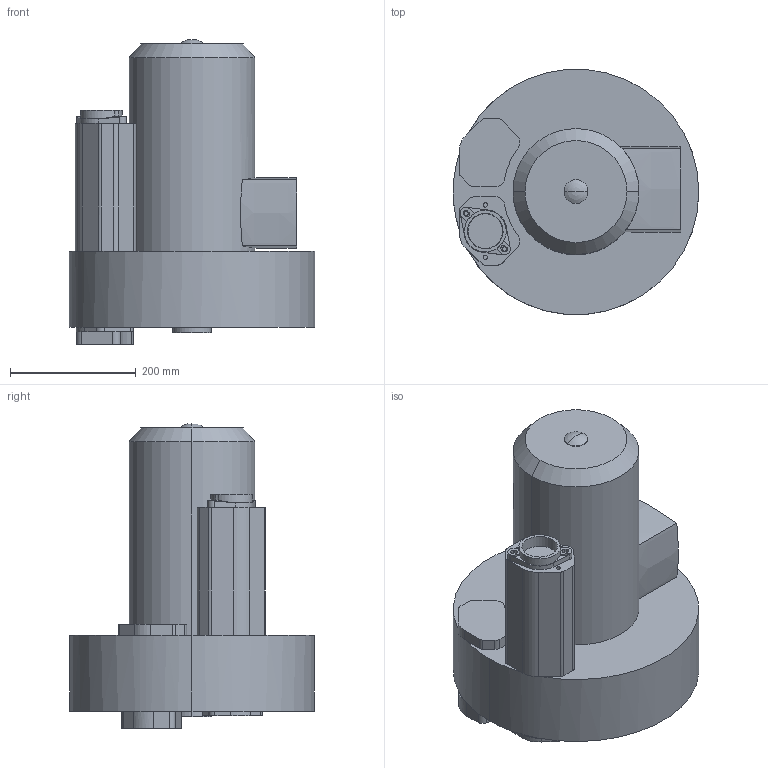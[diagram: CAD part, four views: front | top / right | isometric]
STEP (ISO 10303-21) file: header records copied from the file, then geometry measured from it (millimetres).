
FILE_DESCRIPTION((''),'2;1');
FILE_NAME('2RB710-1BQ26','2026-01-20T',('Administrator'),(''),'PRO/ENGINEER BY PARAMETRIC TECHNOLOGY CORPORATION, 2007090','PRO/ENGINEER BY PARAMETRIC TECHNOLOGY CORPORATION, 2007090','');
FILE_SCHEMA(('AUTOMOTIVE_DESIGN_CC2 { 1 2 10303 214 -1 1 5 2 }'));
Length unit declared in the file: millimetre
Products named in the file (1): 2RB710-1BQ26
Bounding box: 390 x 388.93 x 484.1 mm (x, y, z)
Volume: 27601718.8 mm3; surface area: 732420 mm2
Topology: 1 solids, 4 shells, 141 faces, 368 edges, 246 vertices
Faces by surface type: cylinder 68, plane 65, extrusion 4, cone 2, sphere 2
Entity records: 4614 total; most frequent: CARTESIAN_POINT 1001, DIRECTION 789, ORIENTED_EDGE 732, EDGE_CURVE 366, AXIS2_PLACEMENT_3D 303, VERTEX_POINT 246, VECTOR 183, LINE 179
